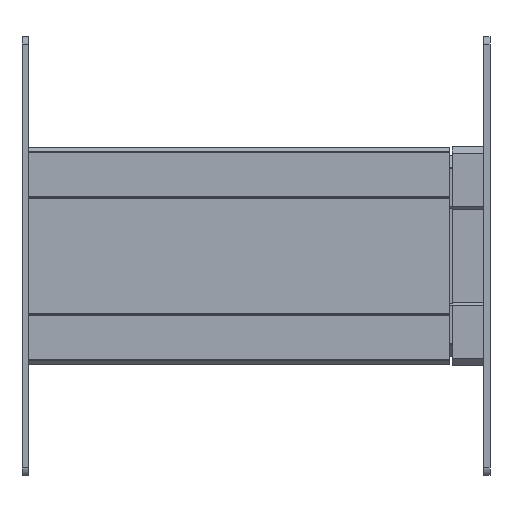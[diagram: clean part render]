
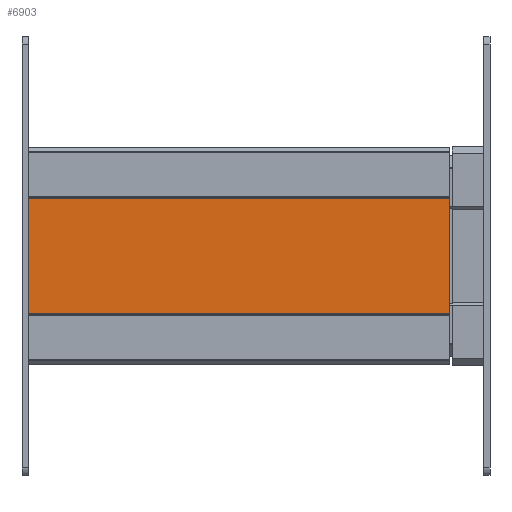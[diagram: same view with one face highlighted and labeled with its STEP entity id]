
A CAD part, left-side view. The second image highlights one B-rep face of the part: STEP entity #6903.
In plain terms, the highlighted planar face has unit normal (-1, 0, 0).
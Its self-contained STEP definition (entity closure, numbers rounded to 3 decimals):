
#1024 = CARTESIAN_POINT ( 'NONE',  ( -4.109, 0., -104.891 ) ) ;
#1028 = DIRECTION ( 'NONE',  ( 0., 0., 1. ) ) ;
#1857 = VERTEX_POINT ( 'NONE', #7240 ) ;
#1877 = PLANE ( 'NONE',  #9608 ) ;
#2117 = EDGE_CURVE ( 'NONE', #8373, #1857, #7770, .T. ) ;
#2257 = VECTOR ( 'NONE', #5453, 1000. ) ;
#2274 = ORIENTED_EDGE ( 'NONE', *, *, #2117, .T. ) ;
#2561 = VECTOR ( 'NONE', #7175, 1000. ) ;
#2883 = LINE ( 'NONE', #10493, #13339 ) ;
#3559 = ORIENTED_EDGE ( 'NONE', *, *, #7165, .F. ) ;
#3595 = DIRECTION ( 'NONE',  ( 1., 0., 0. ) ) ;
#4141 = CARTESIAN_POINT ( 'NONE',  ( -4.109, 0., -104.891 ) ) ;
#4314 = VECTOR ( 'NONE', #1028, 1000. ) ;
#4606 = DIRECTION ( 'NONE',  ( 0., -1., 0. ) ) ;
#5010 = EDGE_CURVE ( 'NONE', #6951, #13377, #5426, .T. ) ;
#5426 = LINE ( 'NONE', #13091, #2561 ) ;
#5453 = DIRECTION ( 'NONE',  ( 0., -1., 0. ) ) ;
#6124 = EDGE_CURVE ( 'NONE', #6951, #8373, #2883, .T. ) ;
#6903 = ADVANCED_FACE ( 'NONE', ( #8383 ), #1877, .F. ) ;
#6951 = VERTEX_POINT ( 'NONE', #7501 ) ;
#7095 = ORIENTED_EDGE ( 'NONE', *, *, #6124, .T. ) ;
#7165 = EDGE_CURVE ( 'NONE', #13377, #1857, #11975, .T. ) ;
#7175 = DIRECTION ( 'NONE',  ( 0., 0., 1. ) ) ;
#7240 = CARTESIAN_POINT ( 'NONE',  ( -4.109, 0., -28.891 ) ) ;
#7501 = CARTESIAN_POINT ( 'NONE',  ( -4.109, 279., -104.891 ) ) ;
#7770 = LINE ( 'NONE', #1024, #4314 ) ;
#8373 = VERTEX_POINT ( 'NONE', #4141 ) ;
#8383 = FACE_OUTER_BOUND ( 'NONE', #11574, .T. ) ;
#9492 = CARTESIAN_POINT ( 'NONE',  ( -4.109, 279., -104.891 ) ) ;
#9608 = AXIS2_PLACEMENT_3D ( 'NONE', #9492, #3595, #11241 ) ;
#10493 = CARTESIAN_POINT ( 'NONE',  ( -4.109, 279., -104.891 ) ) ;
#10996 = CARTESIAN_POINT ( 'NONE',  ( -4.109, 279., -28.891 ) ) ;
#11241 = DIRECTION ( 'NONE',  ( 0., 0., -1. ) ) ;
#11400 = CARTESIAN_POINT ( 'NONE',  ( -4.109, 279., -28.891 ) ) ;
#11574 = EDGE_LOOP ( 'NONE', ( #2274, #3559, #12367, #7095 ) ) ;
#11975 = LINE ( 'NONE', #11400, #2257 ) ;
#12367 = ORIENTED_EDGE ( 'NONE', *, *, #5010, .F. ) ;
#13091 = CARTESIAN_POINT ( 'NONE',  ( -4.109, 279., -104.891 ) ) ;
#13339 = VECTOR ( 'NONE', #4606, 1000. ) ;
#13377 = VERTEX_POINT ( 'NONE', #10996 ) ;
